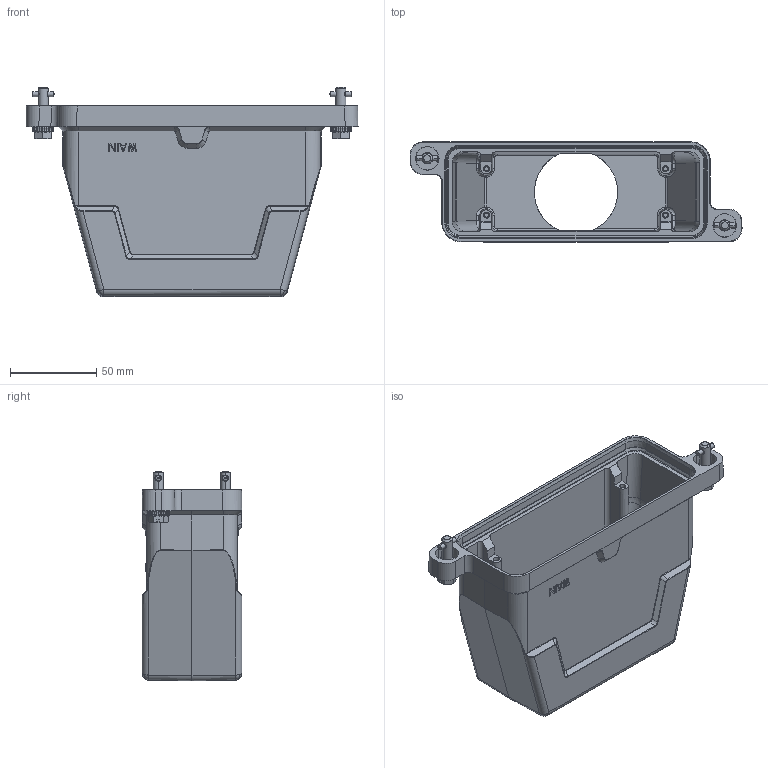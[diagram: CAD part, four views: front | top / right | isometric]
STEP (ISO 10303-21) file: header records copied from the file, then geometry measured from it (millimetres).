
FILE_DESCRIPTION(/* description */ (''),/* implementation_level */ '2;1');
FILE_NAME(/* name */ '3D_1136244405006_HP24B_H-TEH-2T-M50_V1.1.stp',/* time_stamp */ '2024-01-05T12:46:27+08:00',/* author */ (''),/* organization */ (''),/* preprocessor_version */ 'ST-DEVELOPER v18.1',/* originating_system */ 'SIEMENS PLM Software NX 1980',/* authorisation */ '');
FILE_SCHEMA (('AUTOMOTIVE_DESIGN { 1 0 10303 214 3 1 1 1 }'));
Length unit declared in the file: millimetre
Products named in the file (1): 3D_1136244405003_HP24B_H-TEH-2T-M25_V1.0_stp
Bounding box: 193 x 58 x 121.95 mm (x, y, z)
Volume: 222088.1 mm3; surface area: 100021.2 mm2
Topology: 1 solids, 5 shells, 822 faces, 2093 edges, 1309 vertices
Faces by surface type: plane 396, cylinder 198, cone 90, bspline 66, torus 48, sphere 24
Full cylindrical faces by diameter (mm): 48.5 x1
Entity records: 32693 total; most frequent: CARTESIAN_POINT 14430, ORIENTED_EDGE 4182, DIRECTION 3202, EDGE_CURVE 2091, VERTEX_POINT 1308, AXIS2_PLACEMENT_3D 1099, LINE 1004, VECTOR 1004
